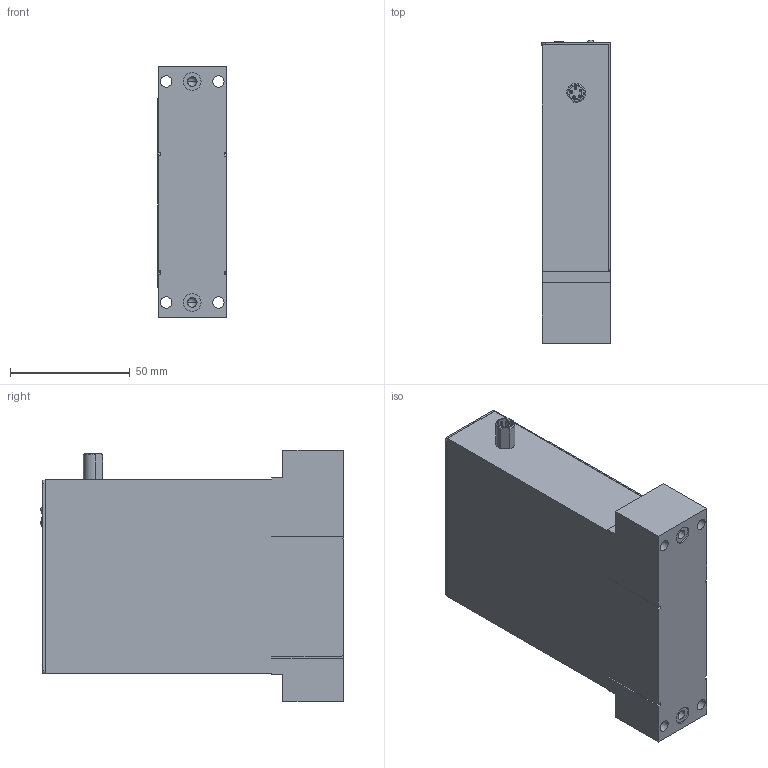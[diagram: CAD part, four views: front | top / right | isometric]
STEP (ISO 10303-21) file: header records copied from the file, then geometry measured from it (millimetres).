
FILE_DESCRIPTION (( 'STEP AP214' ), '1' );
FILE_NAME ('401000004067.STEP', '2025-11-04T07:35:28', ( 'Microsoft' ), ( 'Microsoft' ), 'SwSTEP 2.0', 'SolidWorks 2025', '' );
FILE_SCHEMA (( 'AUTOMOTIVE_DESIGN' ));
Length unit declared in the file: millimetre
Products named in the file (1): 401000004067
Bounding box: 28.7 x 126.47 x 105 mm (x, y, z)
Volume: 115018.8 mm3; surface area: 64932.9 mm2
Topology: 1 solids, 1 shells, 242 faces, 621 edges, 403 vertices
Faces by surface type: plane 152, cylinder 67, sphere 17, cone 5, bspline 1
Entity records: 7207 total; most frequent: CARTESIAN_POINT 1288, DIRECTION 1235, ORIENTED_EDGE 1188, EDGE_CURVE 594, LINE 429, VECTOR 429, AXIS2_PLACEMENT_3D 403, VERTEX_POINT 390
